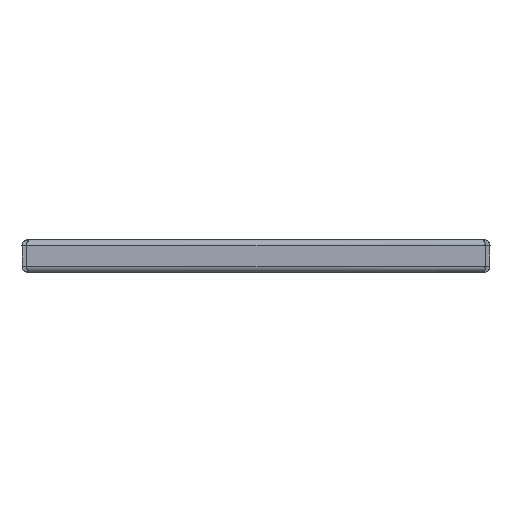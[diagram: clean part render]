
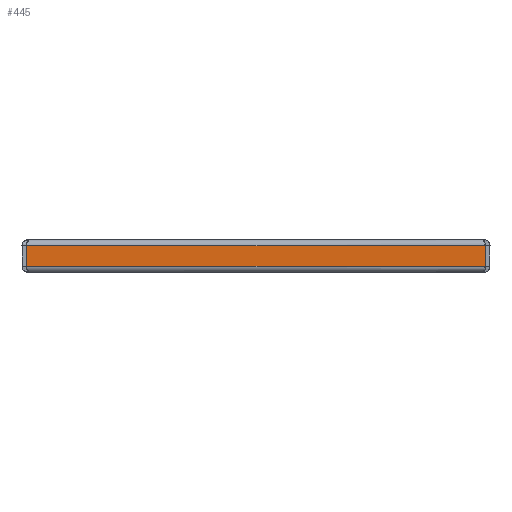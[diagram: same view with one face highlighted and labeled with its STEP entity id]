
A CAD part, left-side view. The second image highlights one B-rep face of the part: STEP entity #445.
In plain terms, the highlighted planar face has unit normal (-1, 0, 0).
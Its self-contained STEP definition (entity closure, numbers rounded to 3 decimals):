
#229 = VECTOR ( 'NONE', #1771, 1000. ) ;
#238 = ORIENTED_EDGE ( 'NONE', *, *, #2437, .F. ) ;
#325 = LINE ( 'NONE', #1310, #229 ) ;
#428 = AXIS2_PLACEMENT_3D ( 'NONE', #1126, #2370, #2820 ) ;
#445 = ADVANCED_FACE ( '��6', ( #2387 ), #1877, .T. ) ;
#655 = ORIENTED_EDGE ( 'NONE', *, *, #1183, .T. ) ;
#853 = VECTOR ( 'NONE', #1274, 1000. ) ;
#873 = EDGE_LOOP ( 'NONE', ( #1919, #238, #655, #2377 ) ) ;
#1094 = CARTESIAN_POINT ( 'NONE',  ( -272.5, -105.323, 10.2 ) ) ;
#1126 = CARTESIAN_POINT ( 'NONE',  ( -272.5, 2832.5, 10.2 ) ) ;
#1171 = DIRECTION ( 'NONE',  ( 0., -1., 0. ) ) ;
#1183 = EDGE_CURVE ( 'NONE', #1478, #1538, #325, .T. ) ;
#1274 = DIRECTION ( 'NONE',  ( 0., 0., 1. ) ) ;
#1310 = CARTESIAN_POINT ( 'NONE',  ( -272.5, 105.323, 10.2 ) ) ;
#1478 = VERTEX_POINT ( 'NONE', #2736 ) ;
#1538 = VERTEX_POINT ( 'NONE', #1780 ) ;
#1560 = CARTESIAN_POINT ( 'NONE',  ( -272.5, -105.323, 10.2 ) ) ;
#1645 = VERTEX_POINT ( 'NONE', #1884 ) ;
#1749 = LINE ( 'NONE', #3018, #2529 ) ;
#1771 = DIRECTION ( 'NONE',  ( 0., 0., -1. ) ) ;
#1780 = CARTESIAN_POINT ( 'NONE',  ( -272.5, 105.323, 0.8 ) ) ;
#1877 = PLANE ( 'NONE',  #428 ) ;
#1884 = CARTESIAN_POINT ( 'NONE',  ( -272.5, -105.323, 0.8 ) ) ;
#1894 = VERTEX_POINT ( 'NONE', #1094 ) ;
#1919 = ORIENTED_EDGE ( 'NONE', *, *, #2491, .T. ) ;
#2045 = DIRECTION ( 'NONE',  ( 0., -1., 0. ) ) ;
#2160 = EDGE_CURVE ( 'NONE', #1538, #1645, #2558, .T. ) ;
#2370 = DIRECTION ( 'NONE',  ( -1., 0., 0. ) ) ;
#2377 = ORIENTED_EDGE ( 'NONE', *, *, #2160, .T. ) ;
#2387 = FACE_OUTER_BOUND ( 'NONE', #873, .T. ) ;
#2437 = EDGE_CURVE ( 'NONE', #1478, #1894, #1749, .T. ) ;
#2491 = EDGE_CURVE ( 'NONE', #1645, #1894, #2768, .T. ) ;
#2529 = VECTOR ( 'NONE', #2045, 1000. ) ;
#2558 = LINE ( 'NONE', #2804, #2685 ) ;
#2685 = VECTOR ( 'NONE', #1171, 1000. ) ;
#2736 = CARTESIAN_POINT ( 'NONE',  ( -272.5, 105.323, 10.2 ) ) ;
#2768 = LINE ( 'NONE', #1560, #853 ) ;
#2804 = CARTESIAN_POINT ( 'NONE',  ( -272.5, 2832.5, 0.8 ) ) ;
#2820 = DIRECTION ( 'NONE',  ( 0., 0., 1. ) ) ;
#3018 = CARTESIAN_POINT ( 'NONE',  ( -272.5, 2832.5, 10.2 ) ) ;
